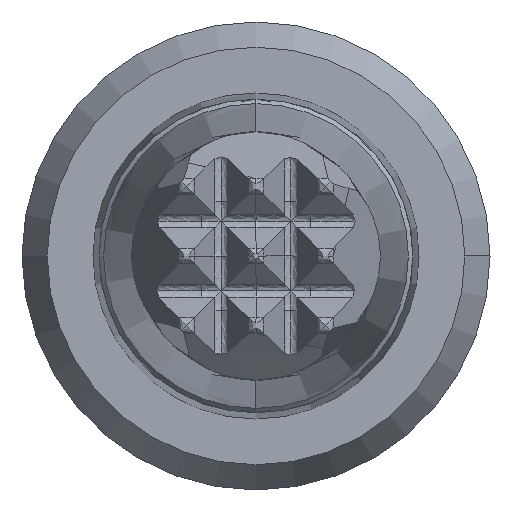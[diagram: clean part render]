
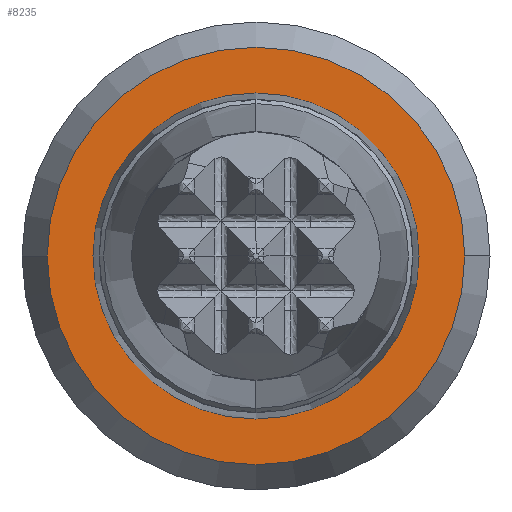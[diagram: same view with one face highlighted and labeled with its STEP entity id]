
A CAD part, left-side view. The second image highlights one B-rep face of the part: STEP entity #8235.
In plain terms, the highlighted planar face has unit normal (-1, 0, 0).
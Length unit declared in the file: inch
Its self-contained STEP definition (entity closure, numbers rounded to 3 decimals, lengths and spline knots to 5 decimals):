
#47 = EDGE_CURVE ( 'NONE', #9327, #4738, #9080, .T. ) ;
#758 = CARTESIAN_POINT ( 'NONE',  ( 0., -0.024, 0. ) ) ;
#1117 = VERTEX_POINT ( 'NONE', #9729 ) ;
#1359 = DIRECTION ( 'NONE',  ( 0., 1., 0. ) ) ;
#1419 = AXIS2_PLACEMENT_3D ( 'NONE', #2057, #7316, #2797 ) ;
#1924 = CARTESIAN_POINT ( 'NONE',  ( 0., 0., 0. ) ) ;
#1967 = FACE_OUTER_BOUND ( 'NONE', #6958, .T. ) ;
#2057 = CARTESIAN_POINT ( 'NONE',  ( 0., 0., 0. ) ) ;
#2127 = DIRECTION ( 'NONE',  ( 1., 0., 0. ) ) ;
#2154 = CIRCLE ( 'NONE', #8115, 0.024 ) ;
#2200 = DIRECTION ( 'NONE',  ( -1., 0., 0. ) ) ;
#2378 = ORIENTED_EDGE ( 'NONE', *, *, #47, .F. ) ;
#2671 = DIRECTION ( 'NONE',  ( 0., -1., 0. ) ) ;
#2797 = DIRECTION ( 'NONE',  ( 0., -1., 0. ) ) ;
#3251 = DIRECTION ( 'NONE',  ( 1., 0., 0. ) ) ;
#3546 = AXIS2_PLACEMENT_3D ( 'NONE', #6733, #2200, #7461 ) ;
#3956 = CARTESIAN_POINT ( 'NONE',  ( 0., 0., 0.01874 ) ) ;
#3963 = FACE_BOUND ( 'NONE', #4113, .T. ) ;
#4113 = EDGE_LOOP ( 'NONE', ( #5893, #8350 ) ) ;
#4738 = VERTEX_POINT ( 'NONE', #758 ) ;
#5021 = EDGE_CURVE ( 'NONE', #7200, #1117, #8083, .T. ) ;
#5893 = ORIENTED_EDGE ( 'NONE', *, *, #9526, .F. ) ;
#6565 = AXIS2_PLACEMENT_3D ( 'NONE', #1924, #7187, #2671 ) ;
#6733 = CARTESIAN_POINT ( 'NONE',  ( 0., 0.024, 0. ) ) ;
#6958 = EDGE_LOOP ( 'NONE', ( #2378, #8908 ) ) ;
#7187 = DIRECTION ( 'NONE',  ( -1., 0., 0. ) ) ;
#7200 = VERTEX_POINT ( 'NONE', #3956 ) ;
#7316 = DIRECTION ( 'NONE',  ( -1., 0., 0. ) ) ;
#7331 = CIRCLE ( 'NONE', #1419, 0.01874 ) ;
#7395 = CARTESIAN_POINT ( 'NONE',  ( 0., 0., 0. ) ) ;
#7461 = DIRECTION ( 'NONE',  ( 0., -1., 0. ) ) ;
#7776 = CARTESIAN_POINT ( 'NONE',  ( 0., 0., 0. ) ) ;
#8083 = CIRCLE ( 'NONE', #6565, 0.01874 ) ;
#8115 = AXIS2_PLACEMENT_3D ( 'NONE', #7776, #3251, #8526 ) ;
#8185 = PLANE ( 'NONE',  #3546 ) ;
#8235 = ADVANCED_FACE ( 'NONE', ( #3963, #1967 ), #8185, .T. ) ;
#8350 = ORIENTED_EDGE ( 'NONE', *, *, #5021, .F. ) ;
#8496 = CARTESIAN_POINT ( 'NONE',  ( 0., 0.024, 0. ) ) ;
#8526 = DIRECTION ( 'NONE',  ( 0., 1., 0. ) ) ;
#8908 = ORIENTED_EDGE ( 'NONE', *, *, #9344, .F. ) ;
#9080 = CIRCLE ( 'NONE', #9450, 0.024 ) ;
#9327 = VERTEX_POINT ( 'NONE', #8496 ) ;
#9344 = EDGE_CURVE ( 'NONE', #4738, #9327, #2154, .T. ) ;
#9450 = AXIS2_PLACEMENT_3D ( 'NONE', #7395, #2127, #1359 ) ;
#9526 = EDGE_CURVE ( 'NONE', #1117, #7200, #7331, .T. ) ;
#9729 = CARTESIAN_POINT ( 'NONE',  ( 0., 0., -0.01874 ) ) ;
